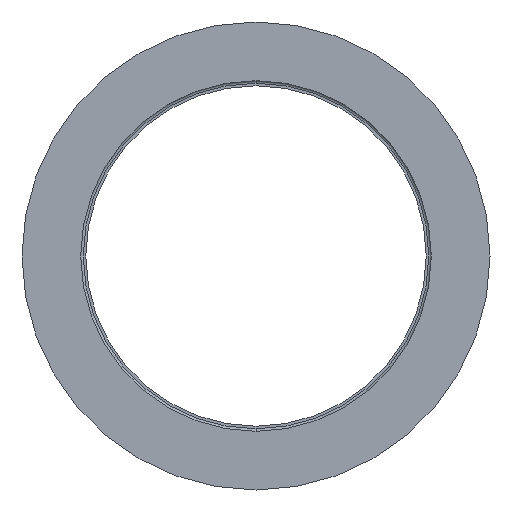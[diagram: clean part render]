
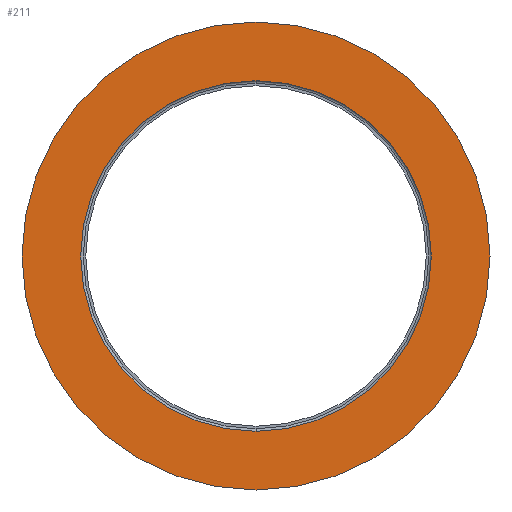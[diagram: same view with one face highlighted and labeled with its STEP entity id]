
A CAD part, front view. The second image highlights one B-rep face of the part: STEP entity #211.
In plain terms, the highlighted planar face has unit normal (0, -1, 0).
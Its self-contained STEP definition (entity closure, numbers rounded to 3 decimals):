
#9 = DIRECTION ( 'NONE',  ( 0., 0., -1. ) ) ;
#21 = PLANE ( 'NONE',  #807 ) ;
#35 = EDGE_CURVE ( 'NONE', #681, #546, #597, .T. ) ;
#96 = EDGE_LOOP ( 'NONE', ( #233, #714 ) ) ;
#98 = EDGE_LOOP ( 'NONE', ( #815, #504 ) ) ;
#104 = DIRECTION ( 'NONE',  ( 0., -1., 0. ) ) ;
#129 = AXIS2_PLACEMENT_3D ( 'NONE', #279, #347, #9 ) ;
#130 = CARTESIAN_POINT ( 'NONE',  ( 0., 0., 27.5 ) ) ;
#183 = CARTESIAN_POINT ( 'NONE',  ( 0., 0., 0. ) ) ;
#211 = ADVANCED_FACE ( 'NONE', ( #486, #679 ), #21, .T. ) ;
#233 = ORIENTED_EDGE ( 'NONE', *, *, #524, .T. ) ;
#236 = EDGE_CURVE ( 'NONE', #519, #643, #270, .T. ) ;
#238 = DIRECTION ( 'NONE',  ( 0., 0., -1. ) ) ;
#249 = CARTESIAN_POINT ( 'NONE',  ( 0., 0., -20.6 ) ) ;
#253 = DIRECTION ( 'NONE',  ( 0., 0., -1. ) ) ;
#266 = CARTESIAN_POINT ( 'NONE',  ( 0., 0., 20.6 ) ) ;
#270 = CIRCLE ( 'NONE', #861, 20.6 ) ;
#279 = CARTESIAN_POINT ( 'NONE',  ( 0., 0., 0. ) ) ;
#347 = DIRECTION ( 'NONE',  ( 0., -1., 0. ) ) ;
#390 = EDGE_CURVE ( 'NONE', #643, #519, #730, .T. ) ;
#414 = CARTESIAN_POINT ( 'NONE',  ( 0., 0., 0. ) ) ;
#486 = FACE_OUTER_BOUND ( 'NONE', #96, .T. ) ;
#489 = DIRECTION ( 'NONE',  ( 0., 0., -1. ) ) ;
#504 = ORIENTED_EDGE ( 'NONE', *, *, #390, .F. ) ;
#519 = VERTEX_POINT ( 'NONE', #249 ) ;
#524 = EDGE_CURVE ( 'NONE', #546, #681, #837, .T. ) ;
#537 = CARTESIAN_POINT ( 'NONE',  ( 0., 0., 0. ) ) ;
#538 = AXIS2_PLACEMENT_3D ( 'NONE', #183, #697, #253 ) ;
#546 = VERTEX_POINT ( 'NONE', #763 ) ;
#597 = CIRCLE ( 'NONE', #129, 27.5 ) ;
#615 = DIRECTION ( 'NONE',  ( 0., 0., -1. ) ) ;
#643 = VERTEX_POINT ( 'NONE', #266 ) ;
#677 = CARTESIAN_POINT ( 'NONE',  ( 20.6, 0., 0. ) ) ;
#679 = FACE_BOUND ( 'NONE', #98, .T. ) ;
#681 = VERTEX_POINT ( 'NONE', #130 ) ;
#683 = DIRECTION ( 'NONE',  ( 0., -1., 0. ) ) ;
#697 = DIRECTION ( 'NONE',  ( 0., -1., 0. ) ) ;
#714 = ORIENTED_EDGE ( 'NONE', *, *, #35, .T. ) ;
#730 = CIRCLE ( 'NONE', #939, 20.6 ) ;
#763 = CARTESIAN_POINT ( 'NONE',  ( 0., 0., -27.5 ) ) ;
#807 = AXIS2_PLACEMENT_3D ( 'NONE', #677, #683, #238 ) ;
#815 = ORIENTED_EDGE ( 'NONE', *, *, #236, .F. ) ;
#837 = CIRCLE ( 'NONE', #538, 27.5 ) ;
#861 = AXIS2_PLACEMENT_3D ( 'NONE', #537, #104, #615 ) ;
#920 = DIRECTION ( 'NONE',  ( 0., -1., 0. ) ) ;
#939 = AXIS2_PLACEMENT_3D ( 'NONE', #414, #920, #489 ) ;
